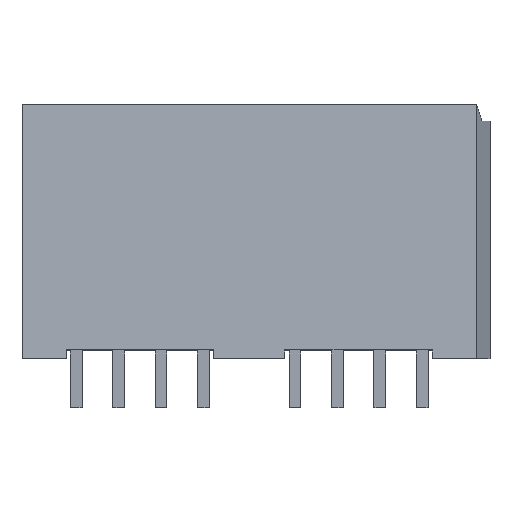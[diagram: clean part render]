
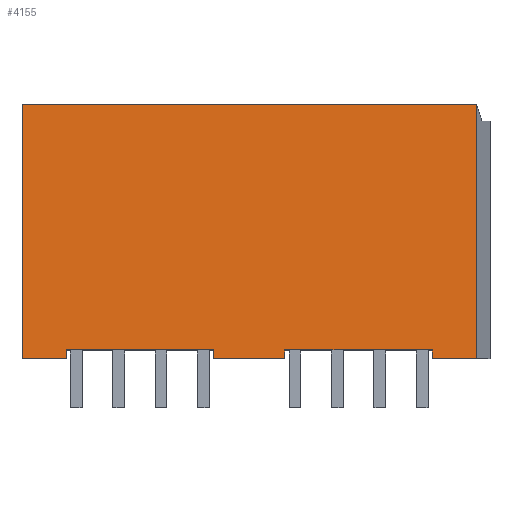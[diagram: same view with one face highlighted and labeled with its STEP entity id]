
A CAD part, top view. The second image highlights one B-rep face of the part: STEP entity #4155.
In plain terms, the highlighted planar face has unit normal (0, 0.073, 0.997).
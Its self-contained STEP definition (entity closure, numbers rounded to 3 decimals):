
#13=DIRECTION('',(0.,0.997,-0.073));
#14=VECTOR('',#13,15.04);
#15=CARTESIAN_POINT('',(-13.8,-6.045,4.5));
#16=LINE('',#15,#14);
#17=DIRECTION('',(-1.,0.,0.));
#18=VECTOR('',#17,2.6);
#19=CARTESIAN_POINT('',(-11.2,-6.045,4.5));
#20=LINE('',#19,#18);
#49=DIRECTION('',(-1.,0.,0.));
#50=VECTOR('',#49,26.8);
#51=CARTESIAN_POINT('',(13.,8.955,3.4));
#52=LINE('',#51,#50);
#57=DIRECTION('',(0.,0.997,-0.073));
#58=VECTOR('',#57,0.501);
#59=CARTESIAN_POINT('',(10.4,-6.045,4.5));
#60=LINE('',#59,#58);
#221=DIRECTION('',(0.,-0.997,0.073));
#222=VECTOR('',#221,0.501);
#223=CARTESIAN_POINT('',(1.7,-5.545,4.463));
#224=LINE('',#223,#222);
#233=DIRECTION('',(-1.,0.,0.));
#234=VECTOR('',#233,8.7);
#235=CARTESIAN_POINT('',(10.4,-5.545,4.463));
#236=LINE('',#235,#234);
#645=DIRECTION('',(-1.,0.,0.));
#646=VECTOR('',#645,4.2);
#647=CARTESIAN_POINT('',(1.7,-6.045,4.5));
#648=LINE('',#647,#646);
#697=DIRECTION('',(-1.,0.,0.));
#698=VECTOR('',#697,8.7);
#699=CARTESIAN_POINT('',(-2.5,-5.545,4.463));
#700=LINE('',#699,#698);
#785=DIRECTION('',(0.,0.997,-0.073));
#786=VECTOR('',#785,0.501);
#787=CARTESIAN_POINT('',(-2.5,-6.045,4.5));
#788=LINE('',#787,#786);
#925=DIRECTION('',(0.,-0.997,0.073));
#926=VECTOR('',#925,0.501);
#927=CARTESIAN_POINT('',(-11.2,-5.545,4.463));
#928=LINE('',#927,#926);
#1269=DIRECTION('',(-1.,0.,0.));
#1270=VECTOR('',#1269,2.6);
#1271=CARTESIAN_POINT('',(13.,-6.045,4.5));
#1272=LINE('',#1271,#1270);
#1301=DIRECTION('',(0.,-0.997,0.073));
#1302=VECTOR('',#1301,15.04);
#1303=CARTESIAN_POINT('',(13.,8.955,3.4));
#1304=LINE('',#1303,#1302);
#3066=CARTESIAN_POINT('',(-13.8,-6.045,4.5));
#3068=VERTEX_POINT('',#3066);
#3069=CARTESIAN_POINT('',(-13.8,8.955,3.4));
#3070=VERTEX_POINT('',#3069);
#3457=CARTESIAN_POINT('',(-11.2,-6.045,4.5));
#3458=VERTEX_POINT('',#3457);
#3477=CARTESIAN_POINT('',(1.7,-6.045,4.5));
#3478=CARTESIAN_POINT('',(-2.5,-6.045,4.5));
#3479=VERTEX_POINT('',#3477);
#3480=VERTEX_POINT('',#3478);
#3537=CARTESIAN_POINT('',(13.,-6.045,4.5));
#3538=VERTEX_POINT('',#3537);
#3539=CARTESIAN_POINT('',(10.4,-6.045,4.5));
#3540=VERTEX_POINT('',#3539);
#3546=CARTESIAN_POINT('',(-11.2,-5.545,4.463));
#3548=VERTEX_POINT('',#3546);
#3589=CARTESIAN_POINT('',(10.4,-5.545,4.463));
#3590=VERTEX_POINT('',#3589);
#3591=CARTESIAN_POINT('',(1.7,-5.545,4.463));
#3592=VERTEX_POINT('',#3591);
#3659=CARTESIAN_POINT('',(-2.5,-5.545,4.463));
#3660=VERTEX_POINT('',#3659);
#3935=CARTESIAN_POINT('',(13.,8.955,3.4));
#3936=VERTEX_POINT('',#3935);
#4126=CARTESIAN_POINT('',(-13.8,8.955,3.4));
#4127=DIRECTION('',(0.,0.073,0.997));
#4128=DIRECTION('',(0.,-0.997,0.073));
#4129=AXIS2_PLACEMENT_3D('',#4126,#4127,#4128);
#4130=PLANE('',#4129);
#4132=ORIENTED_EDGE('',*,*,#4131,.T.);
#4134=ORIENTED_EDGE('',*,*,#4133,.T.);
#4136=ORIENTED_EDGE('',*,*,#4135,.T.);
#4138=ORIENTED_EDGE('',*,*,#4137,.T.);
#4140=ORIENTED_EDGE('',*,*,#4139,.T.);
#4142=ORIENTED_EDGE('',*,*,#4141,.T.);
#4144=ORIENTED_EDGE('',*,*,#4143,.T.);
#4145=ORIENTED_EDGE('',*,*,#4094,.T.);
#4146=ORIENTED_EDGE('',*,*,#4084,.T.);
#4148=ORIENTED_EDGE('',*,*,#4147,.F.);
#4150=ORIENTED_EDGE('',*,*,#4149,.T.);
#4152=ORIENTED_EDGE('',*,*,#4151,.T.);
#4153=EDGE_LOOP('',(#4132,#4134,#4136,#4138,#4140,#4142,#4144,#4145,#4146,#4148,
#4150,#4152));
#4154=FACE_OUTER_BOUND('',#4153,.F.);
#4155=ADVANCED_FACE('',(#4154),#4130,.T.);
#4084=EDGE_CURVE('',#3068,#3070,#16,.T.);
#4094=EDGE_CURVE('',#3458,#3068,#20,.T.);
#4131=EDGE_CURVE('',#3540,#3590,#60,.T.);
#4133=EDGE_CURVE('',#3590,#3592,#236,.T.);
#4135=EDGE_CURVE('',#3592,#3479,#224,.T.);
#4137=EDGE_CURVE('',#3479,#3480,#648,.T.);
#4139=EDGE_CURVE('',#3480,#3660,#788,.T.);
#4141=EDGE_CURVE('',#3660,#3548,#700,.T.);
#4143=EDGE_CURVE('',#3548,#3458,#928,.T.);
#4147=EDGE_CURVE('',#3936,#3070,#52,.T.);
#4149=EDGE_CURVE('',#3936,#3538,#1304,.T.);
#4151=EDGE_CURVE('',#3538,#3540,#1272,.T.);
